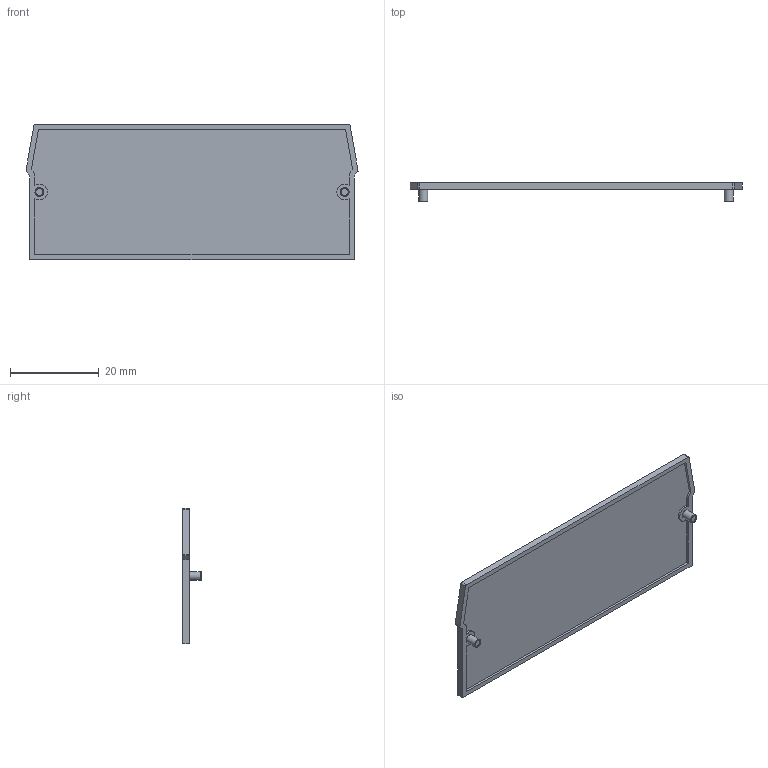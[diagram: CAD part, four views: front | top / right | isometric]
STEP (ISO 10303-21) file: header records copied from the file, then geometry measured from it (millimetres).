
FILE_DESCRIPTION(/* description */ (''),/* implementation_level */ '2;1');
FILE_NAME(/* name */ 'EPCX2_5_4.stp',/* time_stamp */ '2016-06-23T10:21:49-04:00',/* author */ ('CAD Station'),/* organization */ (''),/* preprocessor_version */ 'ST-DEVELOPER v16.1',/* originating_system */ 'Autodesk Inventor 2016',/* authorisation */ '');
FILE_SCHEMA (('AUTOMOTIVE_DESIGN { 1 0 10303 214 3 1 1 }'));
Length unit declared in the file: metre
Products named in the file (1): EPCX2_5_4
Bounding box: 74.7 x 4.18 x 30.5 mm (x, y, z)
Volume: 2201.6 mm3; surface area: 4940.9 mm2
Topology: 1 solids, 1 shells, 176 faces, 471 edges, 314 vertices
Faces by surface type: plane 114, bspline 48, cylinder 14
Full cylindrical faces by diameter (mm): 1.575 x2, 1.968 x2
Entity records: 5702 total; most frequent: CARTESIAN_POINT 1582, ORIENTED_EDGE 934, DIRECTION 657, EDGE_CURVE 467, LINE 343, VECTOR 343, VERTEX_POINT 314, EDGE_LOOP 197
